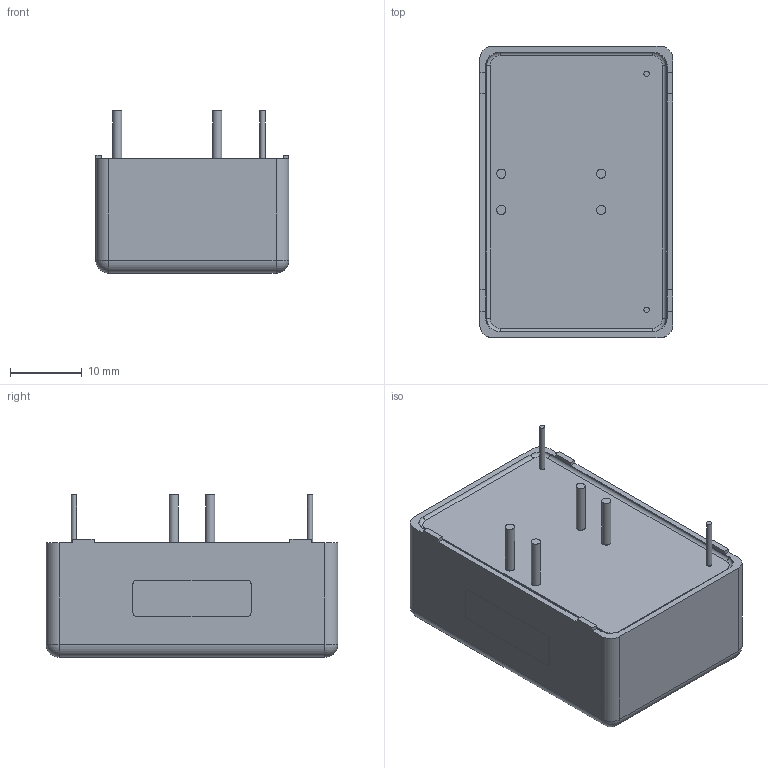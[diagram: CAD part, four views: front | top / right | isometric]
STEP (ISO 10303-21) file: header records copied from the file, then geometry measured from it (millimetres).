
FILE_DESCRIPTION(/* description */ ('Alibre Inc.'),/* implementation_level */ '2;1');
FILE_NAME(/* name */ 'export0',/* time_stamp */ '2015-10-14T16:58:07+02:00',/* author */ (''),/* organization */ (''),/* preprocessor_version */ 'ST-DEVELOPER v14',/* originating_system */ 'Alibre',/* authorisation */ '');
FILE_SCHEMA (('ALIBRE_SCHEMA','CONFIG_CONTROL_DESIGN'));
Length unit declared in the file: centimetre
Products named in the file (1): ID_1
Bounding box: 27.1 x 40.8 x 22.71 mm (x, y, z)
Volume: 2680.9 mm3; surface area: 8281.4 mm2
Topology: 1 solids, 1 shells, 387 faces, 1052 edges, 696 vertices
Faces by surface type: plane 277, bspline 55, cylinder 43, torus 8, sphere 4
Full cylindrical faces by diameter (mm): 0.69 x1, 0.699 x1, 0.73 x4, 1.29 x8, 2 x1
Entity records: 24188 total; most frequent: CARTESIAN_POINT 5170, ORIENTED_EDGE 4084, DIRECTION 2739, EDGE_CURVE 2042, VECTOR 1605, LINE 1602, VERTEX_POINT 1368, EDGE_LOOP 874
